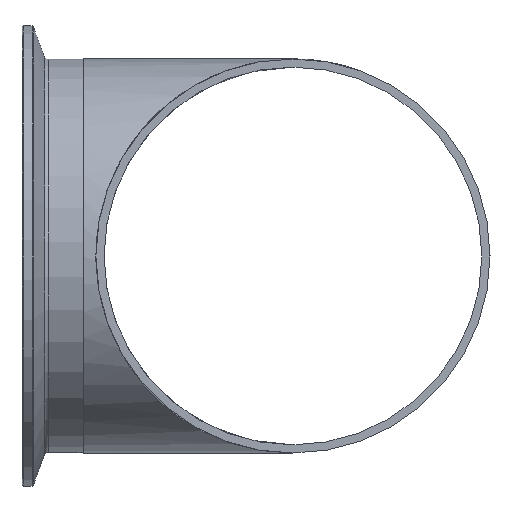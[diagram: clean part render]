
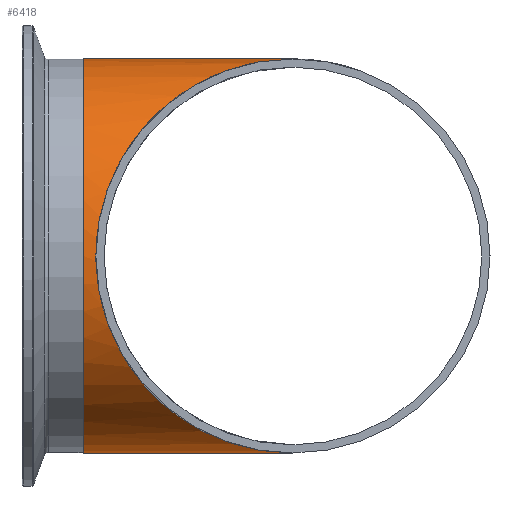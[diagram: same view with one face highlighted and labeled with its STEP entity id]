
A CAD part, left-side view. The second image highlights one B-rep face of the part: STEP entity #6418.
In plain terms, the highlighted cylindrical face has radius 50.8 mm (diameter 101.6 mm), a full revolution.
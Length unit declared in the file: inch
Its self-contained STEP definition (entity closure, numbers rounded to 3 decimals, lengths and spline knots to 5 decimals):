
#87=ELLIPSE('',#6769,2.82843,2.);
#88=ELLIPSE('',#6770,2.82843,2.);
#146=FACE_BOUND('',#1522,.T.);
#1113=FACE_OUTER_BOUND('',#1521,.T.);
#1521=EDGE_LOOP('',(#5953,#5954));
#1522=EDGE_LOOP('',(#5955));
#2533=CIRCLE('',#6815,2.);
#3143=VERTEX_POINT('',#13771);
#3144=VERTEX_POINT('',#13772);
#3163=VERTEX_POINT('',#13837);
#4077=EDGE_CURVE('',#3143,#3144,#87,.T.);
#4078=EDGE_CURVE('',#3144,#3143,#88,.T.);
#4097=EDGE_CURVE('',#3163,#3163,#2533,.T.);
#5953=ORIENTED_EDGE('',*,*,#4078,.F.);
#5954=ORIENTED_EDGE('',*,*,#4077,.F.);
#5955=ORIENTED_EDGE('',*,*,#4097,.T.);
#6006=CYLINDRICAL_SURFACE('',#6820,2.);
#6418=ADVANCED_FACE('',(#1113,#146),#6006,.T.);
#6769=AXIS2_PLACEMENT_3D('',#13773,#7952,#7953);
#6770=AXIS2_PLACEMENT_3D('',#13774,#7954,#7955);
#6815=AXIS2_PLACEMENT_3D('',#13838,#8044,#8045);
#6820=AXIS2_PLACEMENT_3D('',#13846,#8054,#8055);
#7952=DIRECTION('center_axis',(0.707,-0.707,0.));
#7953=DIRECTION('ref_axis',(-0.707,-0.707,0.));
#7954=DIRECTION('center_axis',(-0.707,-0.707,0.));
#7955=DIRECTION('ref_axis',(-0.707,0.707,0.));
#8044=DIRECTION('center_axis',(0.,-1.,0.));
#8045=DIRECTION('ref_axis',(-1.,0.,0.));
#8054=DIRECTION('center_axis',(0.,1.,0.));
#8055=DIRECTION('ref_axis',(-1.,0.,0.));
#13771=CARTESIAN_POINT('',(0.,0.,
-2.));
#13772=CARTESIAN_POINT('',(0.,0.,
2.));
#13773=CARTESIAN_POINT('Origin',(0.,0.,
0.));
#13774=CARTESIAN_POINT('Origin',(0.,0.,
0.));
#13837=CARTESIAN_POINT('',(2.,2.125,0.));
#13838=CARTESIAN_POINT('Origin',(0.,2.125,0.));
#13846=CARTESIAN_POINT('Origin',(0.,0.,
0.));
